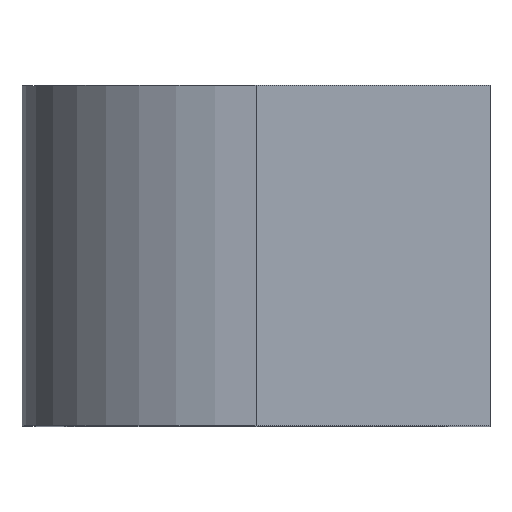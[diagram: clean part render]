
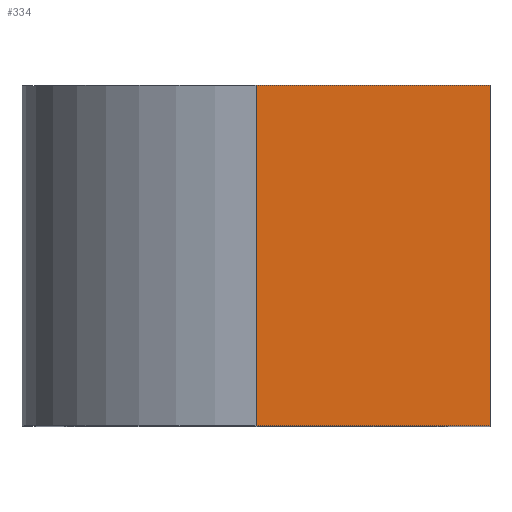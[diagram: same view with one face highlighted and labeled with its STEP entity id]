
A CAD part, top view. The second image highlights one B-rep face of the part: STEP entity #334.
In plain terms, the highlighted planar face has unit normal (0, 0, 1).
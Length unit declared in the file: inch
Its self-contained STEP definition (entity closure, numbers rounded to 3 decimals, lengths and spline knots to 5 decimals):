
#54=FACE_OUTER_BOUND('',#76,.T.);
#76=EDGE_LOOP('',(#269,#270,#271,#272));
#99=LINE('',#563,#129);
#107=LINE('',#582,#137);
#108=LINE('',#589,#138);
#109=LINE('',#590,#139);
#129=VECTOR('',#433,0.3937);
#137=VECTOR('',#449,0.3937);
#138=VECTOR('',#456,0.3937);
#139=VECTOR('',#457,0.3937);
#160=VERTEX_POINT('',#561);
#161=VERTEX_POINT('',#562);
#167=VERTEX_POINT('',#578);
#171=VERTEX_POINT('',#588);
#196=EDGE_CURVE('',#160,#161,#99,.T.);
#206=EDGE_CURVE('',#160,#167,#107,.T.);
#209=EDGE_CURVE('',#171,#161,#108,.T.);
#210=EDGE_CURVE('',#167,#171,#109,.T.);
#269=ORIENTED_EDGE('',*,*,#209,.F.);
#270=ORIENTED_EDGE('',*,*,#210,.F.);
#271=ORIENTED_EDGE('',*,*,#206,.F.);
#272=ORIENTED_EDGE('',*,*,#196,.T.);
#321=PLANE('',#383);
#334=ADVANCED_FACE('',(#54),#321,.T.);
#383=AXIS2_PLACEMENT_3D('',#587,#454,#455);
#433=DIRECTION('',(-1.,0.,0.));
#449=DIRECTION('',(0.,-1.,0.));
#454=DIRECTION('center_axis',(0.,0.,
1.));
#455=DIRECTION('ref_axis',(0.,1.,0.));
#456=DIRECTION('',(0.,1.,0.));
#457=DIRECTION('',(-1.,0.,0.));
#561=CARTESIAN_POINT('',(0.6875,0.5,1.));
#562=CARTESIAN_POINT('',(0.,0.5,1.));
#563=CARTESIAN_POINT('',(0.6875,0.5,1.));
#578=CARTESIAN_POINT('',(0.6875,-0.5,1.));
#582=CARTESIAN_POINT('',(0.6875,0.5,1.));
#587=CARTESIAN_POINT('Origin',(0.6875,-0.5,1.));
#588=CARTESIAN_POINT('',(0.,-0.5,1.));
#589=CARTESIAN_POINT('',(0.,0.,1.));
#590=CARTESIAN_POINT('',(0.6875,-0.5,1.));
